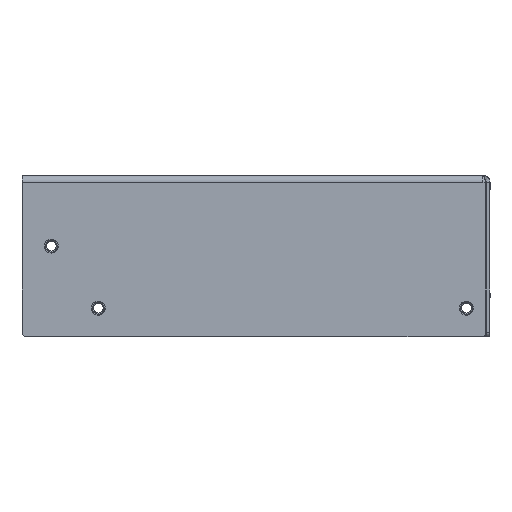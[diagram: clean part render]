
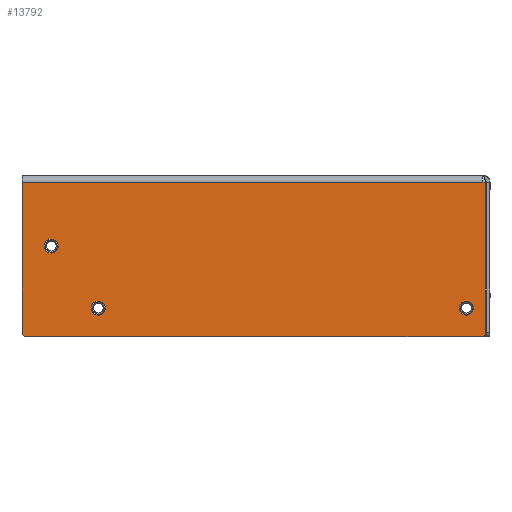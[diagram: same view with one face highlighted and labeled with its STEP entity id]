
A CAD part, left-side view. The second image highlights one B-rep face of the part: STEP entity #13792.
In plain terms, the highlighted planar face has unit normal (-1, 0, 0).
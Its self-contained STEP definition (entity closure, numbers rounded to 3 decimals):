
#278=FACE_BOUND('',#2440,.T.);
#279=FACE_BOUND('',#2441,.T.);
#280=FACE_BOUND('',#2442,.T.);
#850=PLANE('',#14899);
#1581=FACE_OUTER_BOUND('',#2439,.T.);
#2439=EDGE_LOOP('',(#12781,#12782,#12783,#12784,#12785,#12786,#12787));
#2440=EDGE_LOOP('',(#12788));
#2441=EDGE_LOOP('',(#12789));
#2442=EDGE_LOOP('',(#12790));
#3825=LINE('',#21858,#5404);
#3870=LINE('',#22009,#5449);
#3874=LINE('',#22067,#5453);
#4047=LINE('',#22721,#5626);
#4048=LINE('',#22726,#5627);
#5404=VECTOR('',#17804,10.);
#5449=VECTOR('',#17933,1.728);
#5453=VECTOR('',#17959,10.);
#5626=VECTOR('',#18560,10.);
#5627=VECTOR('',#18569,10.);
#5797=CIRCLE('',#14625,1.5);
#5826=CIRCLE('',#14667,1.5);
#5835=CIRCLE('',#14686,2.3);
#5837=CIRCLE('',#14690,2.3);
#5839=CIRCLE('',#14694,2.3);
#6940=VERTEX_POINT('',#21848);
#6941=VERTEX_POINT('',#21850);
#6943=VERTEX_POINT('',#21856);
#7005=VERTEX_POINT('',#22002);
#7006=VERTEX_POINT('',#22003);
#7007=VERTEX_POINT('',#22008);
#7015=VERTEX_POINT('',#22066);
#7017=VERTEX_POINT('',#22180);
#7019=VERTEX_POINT('',#22188);
#7021=VERTEX_POINT('',#22196);
#8707=EDGE_CURVE('',#6940,#6941,#5797,.T.);
#8711=EDGE_CURVE('',#6940,#6943,#3825,.T.);
#8782=EDGE_CURVE('',#7005,#7006,#5826,.T.);
#8785=EDGE_CURVE('',#7007,#7006,#3870,.T.);
#8799=EDGE_CURVE('',#6943,#7015,#3874,.T.);
#8810=EDGE_CURVE('',#7017,#7017,#5835,.T.);
#8814=EDGE_CURVE('',#7019,#7019,#5837,.T.);
#8818=EDGE_CURVE('',#7021,#7021,#5839,.T.);
#9081=EDGE_CURVE('',#7015,#7007,#4047,.T.);
#9084=EDGE_CURVE('',#7005,#6941,#4048,.T.);
#12781=ORIENTED_EDGE('',*,*,#8707,.F.);
#12782=ORIENTED_EDGE('',*,*,#8711,.T.);
#12783=ORIENTED_EDGE('',*,*,#8799,.T.);
#12784=ORIENTED_EDGE('',*,*,#9081,.T.);
#12785=ORIENTED_EDGE('',*,*,#8785,.T.);
#12786=ORIENTED_EDGE('',*,*,#8782,.F.);
#12787=ORIENTED_EDGE('',*,*,#9084,.T.);
#12788=ORIENTED_EDGE('',*,*,#8810,.T.);
#12789=ORIENTED_EDGE('',*,*,#8814,.T.);
#12790=ORIENTED_EDGE('',*,*,#8818,.T.);
#13792=ADVANCED_FACE('',(#1581,#278,#279,#280),#850,.T.);
#14625=AXIS2_PLACEMENT_3D('',#21851,#17797,#17798);
#14667=AXIS2_PLACEMENT_3D('',#22004,#17927,#17928);
#14686=AXIS2_PLACEMENT_3D('',#22181,#17976,#17977);
#14690=AXIS2_PLACEMENT_3D('',#22189,#17986,#17987);
#14694=AXIS2_PLACEMENT_3D('',#22197,#17996,#17997);
#14899=AXIS2_PLACEMENT_3D('',#22729,#18573,#18574);
#17797=DIRECTION('center_axis',(1.,0.,0.));
#17798=DIRECTION('ref_axis',(0.,-0.707,-0.707));
#17804=DIRECTION('',(0.,0.,1.));
#17927=DIRECTION('center_axis',(1.,0.,0.));
#17928=DIRECTION('ref_axis',(0.,0.707,-0.707));
#17933=DIRECTION('',(0.,0.,-1.));
#17959=DIRECTION('',(0.,1.,0.));
#17976=DIRECTION('center_axis',(1.,0.,0.));
#17977=DIRECTION('ref_axis',(0.,1.,0.));
#17986=DIRECTION('center_axis',(1.,0.,0.));
#17987=DIRECTION('ref_axis',(0.,1.,0.));
#17996=DIRECTION('center_axis',(1.,0.,0.));
#17997=DIRECTION('ref_axis',(0.,1.,0.));
#18560=DIRECTION('',(0.,1.,0.));
#18569=DIRECTION('',(0.,-1.,0.));
#18573=DIRECTION('center_axis',(-1.,0.,0.));
#18574=DIRECTION('ref_axis',(0.,0.,
1.));
#21848=CARTESIAN_POINT('',(-105.95,-76.5,1.5));
#21850=CARTESIAN_POINT('',(-105.95,-75.,0.));
#21851=CARTESIAN_POINT('Origin',(-105.95,-75.,1.5));
#21856=CARTESIAN_POINT('',(-105.95,-76.5,51.05));
#21858=CARTESIAN_POINT('',(-105.95,-76.5,0.));
#22002=CARTESIAN_POINT('',(-105.95,75.5,0.));
#22003=CARTESIAN_POINT('',(-105.95,77.,1.5));
#22004=CARTESIAN_POINT('Origin',(-105.95,75.5,1.5));
#22008=CARTESIAN_POINT('',(-105.95,77.,51.05));
#22009=CARTESIAN_POINT('',(-105.95,77.,56.479));
#22066=CARTESIAN_POINT('',(-105.95,-75.55,51.05));
#22067=CARTESIAN_POINT('',(-105.95,0.062,51.05));
#22180=CARTESIAN_POINT('',(-105.95,65.,30.));
#22181=CARTESIAN_POINT('Origin',(-105.95,67.3,30.));
#22188=CARTESIAN_POINT('',(-105.95,49.45,9.45));
#22189=CARTESIAN_POINT('Origin',(-105.95,51.75,9.45));
#22196=CARTESIAN_POINT('',(-105.95,-72.45,9.45));
#22197=CARTESIAN_POINT('Origin',(-105.95,-70.15,9.45));
#22721=CARTESIAN_POINT('',(-105.95,0.725,51.05));
#22726=CARTESIAN_POINT('',(-105.95,-75.55,0.));
#22729=CARTESIAN_POINT('Origin',(-105.95,0.125,157.314));
